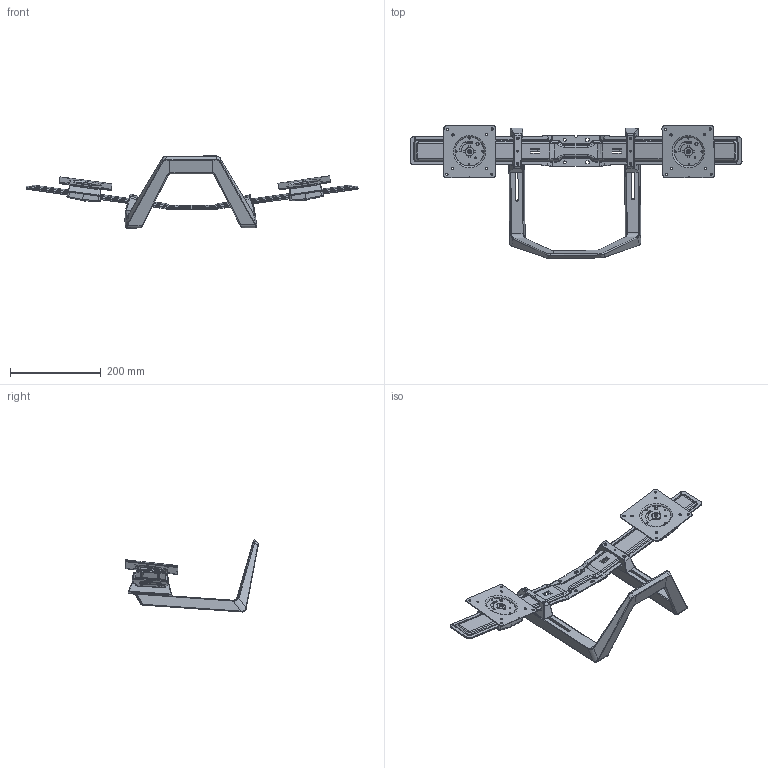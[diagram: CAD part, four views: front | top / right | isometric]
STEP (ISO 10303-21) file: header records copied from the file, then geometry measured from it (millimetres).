
FILE_DESCRIPTION(/* description */ ('Dual Monitorträger mit Befestigungskit'),/* implementation_level */ '2;1');
FILE_NAME(/* name */ 'ZEI_CAD_390118-0-REV00_#SALL_#AIN_#V1.step',/* time_stamp */ '2022-10-10T07:11:42+02:00',/* author */ ('MiniTec'),/* organization */ ('MiniTec GmbH & Co.KG'),/* preprocessor_version */ 'ST-DEVELOPER v18.1',/* originating_system */ 'Autodesk Inventor 2021',/* authorisation */ '');
FILE_SCHEMA (('CONFIG_CONTROL_DESIGN'));
Products named in the file (25): leer; leer_1; leer_2; leer_3; leer_4; leer_5; leer_6; leer_7; leer_8; leer_9; leer_10; leer_11; leer_12; leer_13; leer_14; leer_15; leer_16; leer_17; leer_18; leer_19; leer_20; leer_21; leer_22; leer_23; leer_24
Assembly tree (27 placements, depth 4):
  leer
    leer_1
    leer_2
      leer_3
      leer_4
      leer_5
      leer_6
      leer_7
      leer_8
      leer_9
        leer_10
        leer_11  x2
    leer_12
      leer_13
      leer_14
      leer_15
      leer_16
      leer_17
      leer_18
      leer_19
        leer_20
        leer_21  x2
    leer_22
    leer_23  x2
    leer_24
Bounding box: 731.91 x 293 x 158.88 mm (x, y, z)
Volume: 923479 mm3; surface area: 344205.9 mm2
Topology: 25 solids, 25 shells, 3105 faces, 8504 edges, 5461 vertices
Faces by surface type: cylinder 1209, bspline 922, plane 692, cone 176, torus 76, sphere 30
Full cylindrical faces by diameter (mm): 3 x8, 3.3 x10, 4.15 x2, 5 x18, 5.3 x16, 5.4 x4, 6 x2, 6.1 x2, 6.3 x2, 6.35 x4, 7 x2, 7.5 x4, 8 x2, 8.1 x4, 8.2 x6, 9.53 x2, 12 x2, 18.8 x2, 28 x2, 35 x2
Entity records: 113161 total; most frequent: CARTESIAN_POINT 63491, ORIENTED_EDGE 11206, DIRECTION 9311, EDGE_CURVE 5603, AXIS2_PLACEMENT_3D 3961, VERTEX_POINT 3545, EDGE_LOOP 2272, CIRCLE 2184
